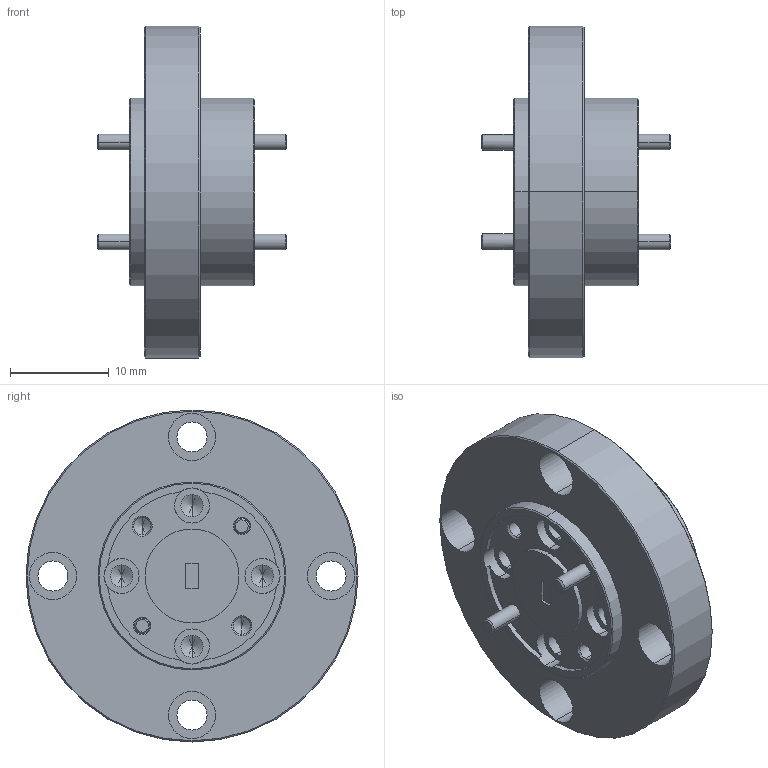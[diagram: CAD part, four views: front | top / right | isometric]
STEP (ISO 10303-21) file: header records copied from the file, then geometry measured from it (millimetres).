
FILE_DESCRIPTION (( 'STEP AP214' ), '1' );
FILE_NAME ('WW-WB-A, Defeatured.STEP', '2024-04-09T21:21:26', ( '' ), ( '' ), 'SwSTEP 2.0', 'SolidWorks 2021', '' );
FILE_SCHEMA (( 'AUTOMOTIVE_DESIGN' ));
Length unit declared in the file: inch
Products named in the file (1): WW-WB-A, Defeatured
Bounding box: 19.26 x 33.66 x 33.66 mm (x, y, z)
Volume: 6018.4 mm3; surface area: 3802.2 mm2
Topology: 1 solids, 1 shells, 175 faces, 416 edges, 248 vertices
Faces by surface type: cylinder 84, cone 56, plane 35
Entity records: 7231 total; most frequent: DIRECTION 964, CARTESIAN_POINT 816, ORIENTED_EDGE 784, AXIS2_PLACEMENT_3D 396, EDGE_CURVE 392, VERTEX_POINT 248, CIRCLE 220, EDGE_LOOP 212
